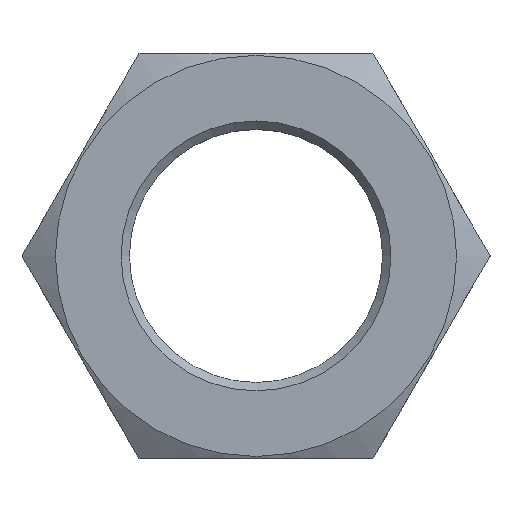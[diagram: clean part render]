
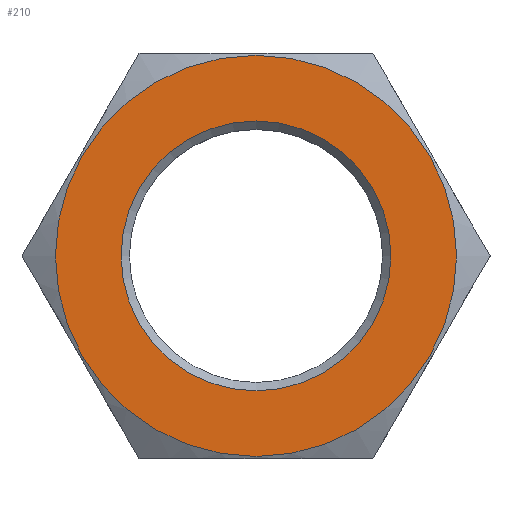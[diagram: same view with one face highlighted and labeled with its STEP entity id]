
A CAD part, top view. The second image highlights one B-rep face of the part: STEP entity #210.
In plain terms, the highlighted planar face has unit normal (0, 0, 1).
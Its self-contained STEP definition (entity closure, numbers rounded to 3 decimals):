
#31=PLANE('',#249);
#41=FACE_BOUND('',#77,.T.);
#43=CIRCLE('',#237,24.);
#47=CIRCLE('',#248,16.146);
#57=FACE_OUTER_BOUND('',#76,.T.);
#76=EDGE_LOOP('',(#169));
#77=EDGE_LOOP('',(#170));
#106=VERTEX_POINT('',#352);
#110=VERTEX_POINT('',#371);
#124=EDGE_CURVE('',#106,#106,#43,.T.);
#132=EDGE_CURVE('',#110,#110,#47,.T.);
#169=ORIENTED_EDGE('',*,*,#124,.T.);
#170=ORIENTED_EDGE('',*,*,#132,.F.);
#210=ADVANCED_FACE('',(#57,#41),#31,.T.);
#237=AXIS2_PLACEMENT_3D('',#353,#261,#262);
#248=AXIS2_PLACEMENT_3D('',#372,#287,#288);
#249=AXIS2_PLACEMENT_3D('',#373,#289,#290);
#261=DIRECTION('center_axis',(0.,0.,1.));
#262=DIRECTION('ref_axis',(1.,0.,0.));
#287=DIRECTION('center_axis',(0.,0.,1.));
#288=DIRECTION('ref_axis',(-1.,0.,0.));
#289=DIRECTION('center_axis',(0.,0.,1.));
#290=DIRECTION('ref_axis',(1.,0.,0.));
#352=CARTESIAN_POINT('',(24.,0.,6.));
#353=CARTESIAN_POINT('Origin',(0.,0.,6.));
#371=CARTESIAN_POINT('',(16.146,0.,6.));
#372=CARTESIAN_POINT('Origin',(0.,0.,6.));
#373=CARTESIAN_POINT('Origin',(0.,0.,6.));
